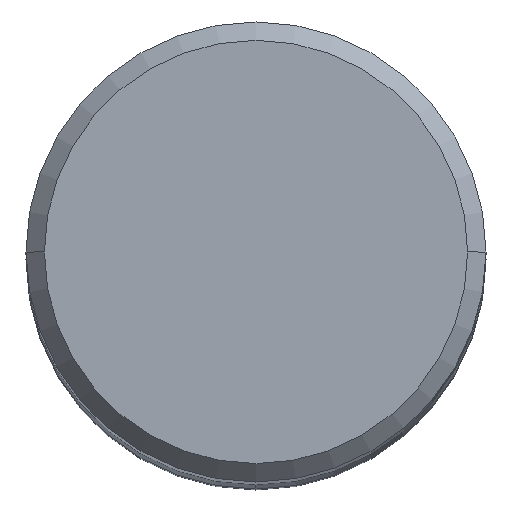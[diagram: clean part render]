
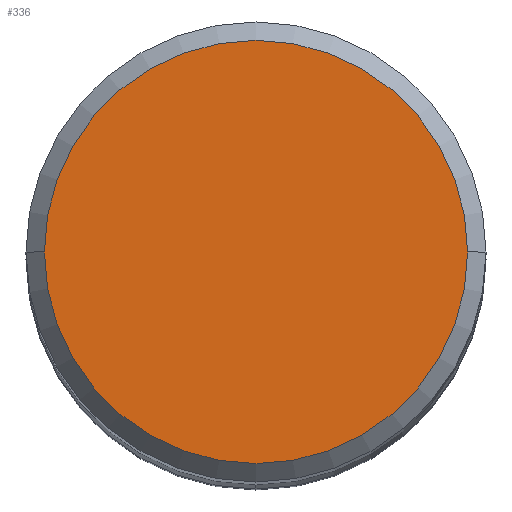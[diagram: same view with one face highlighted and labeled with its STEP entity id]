
A CAD part, top view. The second image highlights one B-rep face of the part: STEP entity #336.
In plain terms, the highlighted planar face has unit normal (0, 0, 1).
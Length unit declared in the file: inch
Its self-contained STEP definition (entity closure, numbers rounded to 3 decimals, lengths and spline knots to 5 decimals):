
#14 = AXIS2_PLACEMENT_3D ( 'NONE', #414, #169, #211 ) ;
#85 = EDGE_CURVE ( 'NONE', #86, #188, #228, .T. ) ;
#86 = VERTEX_POINT ( 'NONE', #505 ) ;
#136 = CARTESIAN_POINT ( 'NONE',  ( -0.23, 0., 0. ) ) ;
#159 = DIRECTION ( 'NONE',  ( 1., 0., 0. ) ) ;
#169 = DIRECTION ( 'NONE',  ( 0., 0., 1. ) ) ;
#188 = VERTEX_POINT ( 'NONE', #136 ) ;
#204 = AXIS2_PLACEMENT_3D ( 'NONE', #298, #299, #159 ) ;
#211 = DIRECTION ( 'NONE',  ( 1., 0., 0. ) ) ;
#228 = CIRCLE ( 'NONE', #204, 0.23 ) ;
#229 = CIRCLE ( 'NONE', #14, 0.23 ) ;
#269 = DIRECTION ( 'NONE',  ( -1., 0., 0. ) ) ;
#279 = ORIENTED_EDGE ( 'NONE', *, *, #85, .T. ) ;
#298 = CARTESIAN_POINT ( 'NONE',  ( 0., 0., 0. ) ) ;
#299 = DIRECTION ( 'NONE',  ( 0., 0., 1. ) ) ;
#308 = CARTESIAN_POINT ( 'NONE',  ( 0., 0.23, 0. ) ) ;
#314 = EDGE_LOOP ( 'NONE', ( #484, #279 ) ) ;
#336 = ADVANCED_FACE ( 'NONE', ( #428 ), #464, .F. ) ;
#414 = CARTESIAN_POINT ( 'NONE',  ( 0., 0., 0. ) ) ;
#425 = AXIS2_PLACEMENT_3D ( 'NONE', #308, #514, #269 ) ;
#428 = FACE_OUTER_BOUND ( 'NONE', #314, .T. ) ;
#464 = PLANE ( 'NONE',  #425 ) ;
#484 = ORIENTED_EDGE ( 'NONE', *, *, #556, .T. ) ;
#505 = CARTESIAN_POINT ( 'NONE',  ( 0.23, 0., 0. ) ) ;
#514 = DIRECTION ( 'NONE',  ( 0., 0., -1. ) ) ;
#556 = EDGE_CURVE ( 'NONE', #188, #86, #229, .T. ) ;
